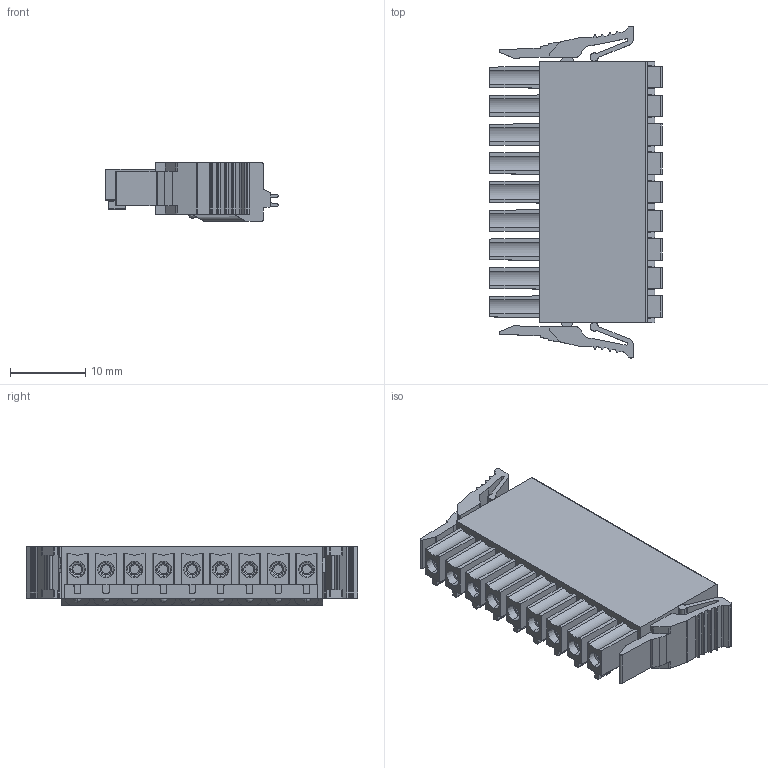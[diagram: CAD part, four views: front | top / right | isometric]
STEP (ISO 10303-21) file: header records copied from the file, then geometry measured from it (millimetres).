
FILE_DESCRIPTION((''),'2;1');
FILE_NAME('TLPSL-107-04P-X','2024-09-24T',('sheji'),(''),'PRO/ENGINEER BY PARAMETRIC TECHNOLOGY CORPORATION, 2015240','PRO/ENGINEER BY PARAMETRIC TECHNOLOGY CORPORATION, 2015240','');
FILE_SCHEMA(('CONFIG_CONTROL_DESIGN'));
Length unit declared in the file: millimetre
Products named in the file (1): TLPSL-107-04P-X
Bounding box: 22.9 x 44.09 x 7.75 mm (x, y, z)
Volume: 4475.7 mm3; surface area: 3987.1 mm2
Topology: 1 solids, 1 shells, 749 faces, 2108 edges, 1402 vertices
Faces by surface type: plane 399, cylinder 258, cone 54, torus 18, sphere 14, bspline 6
Entity records: 24968 total; most frequent: CARTESIAN_POINT 5047, DIRECTION 4223, ORIENTED_EDGE 4202, EDGE_CURVE 2101, AXIS2_PLACEMENT_3D 1463, VERTEX_POINT 1402, VECTOR 1297, LINE 1297
